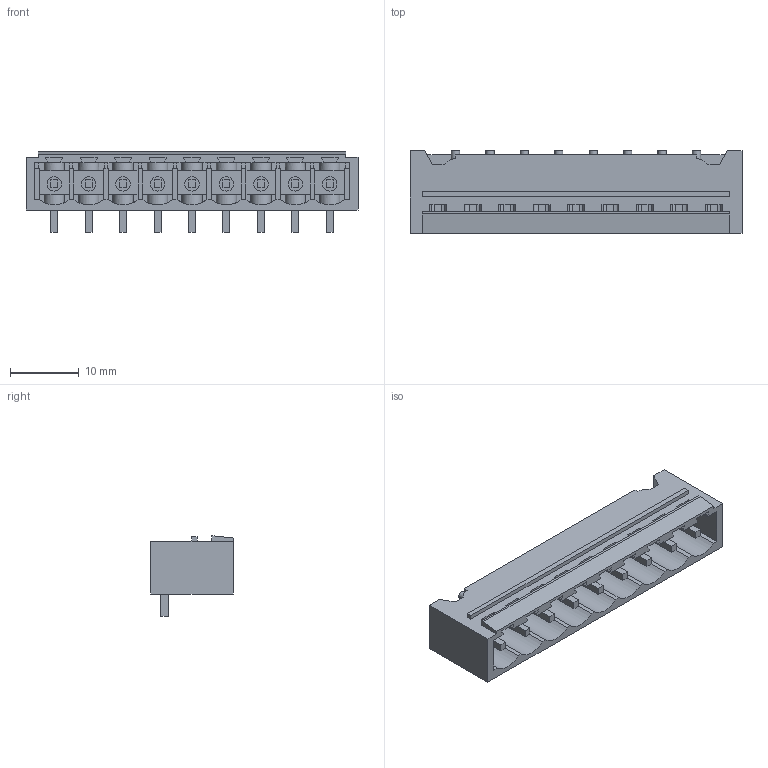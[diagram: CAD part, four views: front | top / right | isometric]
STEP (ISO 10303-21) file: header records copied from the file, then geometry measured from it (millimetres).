
FILE_DESCRIPTION(('CATIA V5 STEP Exchange','CAx-IF Rec.Pracs.--- Model Styling and Organization---1.2---2011-12-15'),'2;1');
FILE_NAME ('7592416_2_1840190000_1840190000.stp','2018-03-08T10:38:59+00:00',('none'),('Weidmueller'),'CATIA Version 5-6 Release 2014','CATIA V5 STEP AP214','none');
FILE_SCHEMA(('AUTOMOTIVE_DESIGN { 1 0 10303 214 1 1 1 1 }'));
Length unit declared in the file: millimetre
Products named in the file (1): 1840190000
Bounding box: 48.2 x 12 x 11.63 mm (x, y, z)
Volume: 1815.4 mm3; surface area: 4325.9 mm2
Topology: 10 solids, 10 shells, 726 faces, 2213 edges, 1491 vertices
Faces by surface type: plane 597, cylinder 115, extrusion 14
Entity records: 22992 total; most frequent: CARTESIAN_POINT 4634, ORIENTED_EDGE 4426, DIRECTION 2853, EDGE_CURVE 2213, VECTOR 1807, LINE 1793, VERTEX_POINT 1491, EDGE_LOOP 746
